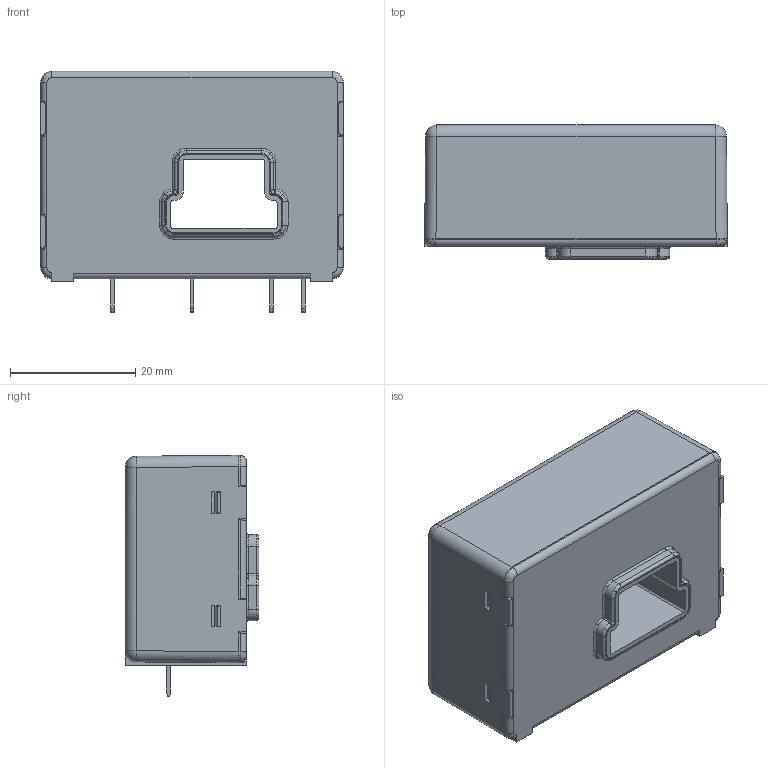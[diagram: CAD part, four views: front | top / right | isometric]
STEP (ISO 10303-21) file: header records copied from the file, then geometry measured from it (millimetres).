
FILE_DESCRIPTION(/* description */ (''),/* implementation_level */ '2;1');
FILE_NAME(/* name */ 'SENS_LEM_LA 200-P.stp',/* time_stamp */ '2016-10-05T10:22:29+02:00',/* author */ ('riccim'),/* organization */ ('SolidWorks'),/* preprocessor_version */ 'ST-DEVELOPER v15.5',/* originating_system */ 'AutoCAD Mechanical',/* authorisation */ ' ');
FILE_SCHEMA (('AUTOMOTIVE_DESIGN { 1 0 10303 214 3 1 1 }'));
Length unit declared in the file: millimetre
Products named in the file (1): Product
Bounding box: 48.42 x 21.4 x 38.6 mm (x, y, z)
Volume: 27808.4 mm3; surface area: 7748 mm2
Topology: 5 solids, 5 shells, 388 faces, 1008 edges, 634 vertices
Faces by surface type: plane 248, cylinder 86, bspline 50, sphere 4
Full cylindrical faces by diameter (mm): 1.75 x2
Entity records: 13476 total; most frequent: CARTESIAN_POINT 4080, ORIENTED_EDGE 2002, DIRECTION 1885, EDGE_CURVE 1001, LINE 727, VECTOR 727, VERTEX_POINT 634, AXIS2_PLACEMENT_3D 579
